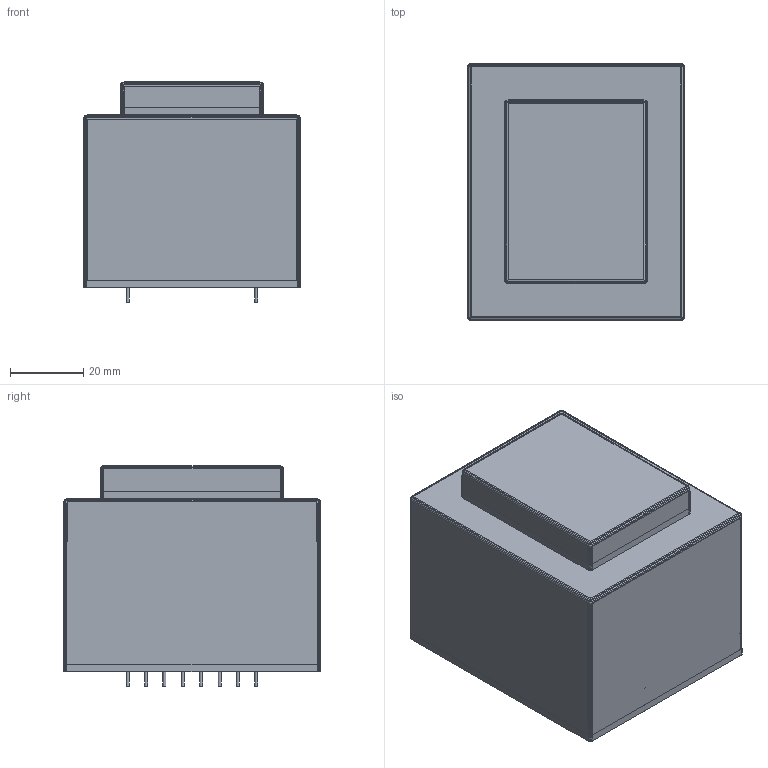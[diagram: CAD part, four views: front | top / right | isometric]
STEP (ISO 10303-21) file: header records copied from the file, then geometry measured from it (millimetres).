
FILE_DESCRIPTION(/* description */ (''),/* implementation_level */ '2;1');
FILE_NAME(/* name */ 'Transformer.step',/* time_stamp */ '2023-01-04T19:38:58+01:00',/* author */ (''),/* organization */ (''),/* preprocessor_version */ 'ST-DEVELOPER v19.2',/* originating_system */ 'Autodesk Translation Framework v11.17.0.187',/* authorisation */ '');
FILE_SCHEMA (('AUTOMOTIVE_DESIGN { 1 0 10303 214 3 1 1 }'));
Length unit declared in the file: millimetre
Products named in the file (60): EI66-1; 33598925; Group002; Group001; hull001; hull; Group; sphere001; Group023; cylinder; cylinder001; sphere; cylinder002; cylinder004; sphere004; Group007; cylinder005; sphere005; Group008; sphere002; cylinder003; sphere003; Group004; Group005; Group006; Group003; Group009; cylinder006; cylinder008; Group015; cylinder009; Group014; cylinder010; cylinder011; cylinder012; Group010; cylinder007; sphere007; Group011; Group012 ...
Assembly tree (59 placements, depth 3):
  EI66-1
    33598925
      Group002
      Group001
      hull001
      hull
      Group
      sphere001
      Group023
      cylinder
      cylinder001
      sphere
      cylinder002
      cylinder004
      sphere004
      Group007
      cylinder005
      sphere005
      Group008
      sphere002
      cylinder003
      sphere003
      Group004
      Group005
      Group006
      Group003
      Group009
      cylinder006
      cylinder008
      Group015
      cylinder009
      Group014
      cylinder010
      cylinder011
      cylinder012
      Group010
      cylinder007
      sphere007
      Group011
      Group012
      Group013
      sphere006
      cylinder013
      Group016
      cylinder014
      Group017
      cylinder015
      cylinder016
      Group019
      cylinder017
      Group018
      cylinder018
      cylinder019
      cylinder020
      Group020
      cylinder021
      cylinder022
      Group021
      cylinder023
      Group022
Bounding box: 59 x 70 x 60 mm (x, y, z)
Surface area: 48984.7 mm2
Topology: 115 solids, 115 shells, 1307 faces, 2044 edges, 920 vertices
Faces by surface type: plane 1179, cylinder 96, sphere 32
Full cylindrical faces by diameter (mm): 0.8 x64, 2 x32
Entity records: 29472 total; most frequent: DIRECTION 5056, CARTESIAN_POINT 4326, ORIENTED_EDGE 3960, EDGE_CURVE 1980, LINE 1756, VECTOR 1756, AXIS2_PLACEMENT_3D 1650, EDGE_LOOP 1324
